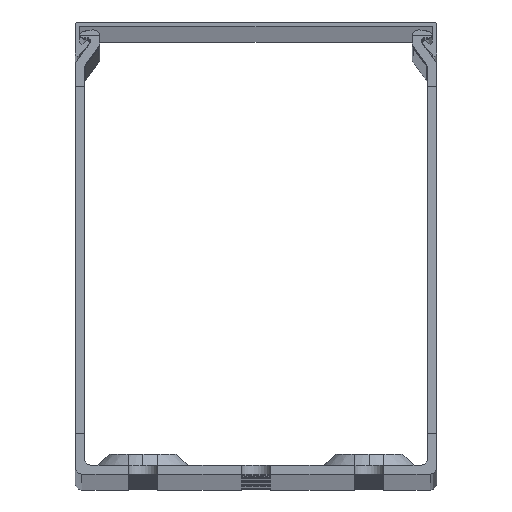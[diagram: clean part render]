
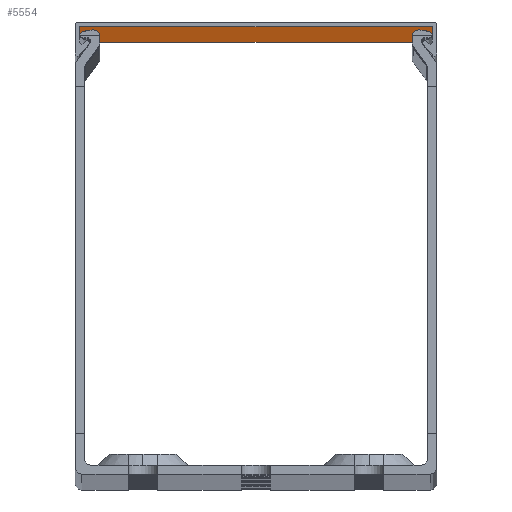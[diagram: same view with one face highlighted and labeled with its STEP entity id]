
A CAD part, top view. The second image highlights one B-rep face of the part: STEP entity #5554.
In plain terms, the highlighted planar face has unit normal (0, -1, 0).
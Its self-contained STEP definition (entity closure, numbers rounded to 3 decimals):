
#440 = AXIS2_PLACEMENT_3D ( 'NONE', #31851, #39174, #27019 ) ;
#511 = CARTESIAN_POINT ( 'NONE',  ( 39., 99., 1000. ) ) ;
#758 = CARTESIAN_POINT ( 'NONE',  ( -39., 99., 1000. ) ) ;
#1917 = VECTOR ( 'NONE', #26353, 1000. ) ;
#5554 = ADVANCED_FACE ( 'NONE', ( #6492 ), #44010, .F. ) ;
#6067 = EDGE_CURVE ( 'NONE', #37334, #39013, #53358, .T. ) ;
#6492 = FACE_OUTER_BOUND ( 'NONE', #43884, .T. ) ;
#7749 = CARTESIAN_POINT ( 'NONE',  ( -39., 99., -1000. ) ) ;
#9922 = VECTOR ( 'NONE', #19799, 1000. ) ;
#12547 = VECTOR ( 'NONE', #31796, 1000. ) ;
#14978 = CARTESIAN_POINT ( 'NONE',  ( -39., 99., 1080.44 ) ) ;
#18076 = CARTESIAN_POINT ( 'NONE',  ( 39., 99., 1080.44 ) ) ;
#19799 = DIRECTION ( 'NONE',  ( -1., 0., 0. ) ) ;
#19867 = EDGE_CURVE ( 'NONE', #35948, #37334, #27140, .T. ) ;
#22407 = ORIENTED_EDGE ( 'NONE', *, *, #32509, .T. ) ;
#26353 = DIRECTION ( 'NONE',  ( 0., 0., -1. ) ) ;
#26570 = ORIENTED_EDGE ( 'NONE', *, *, #6067, .T. ) ;
#26719 = DIRECTION ( 'NONE',  ( 0., 0., -1. ) ) ;
#27019 = DIRECTION ( 'NONE',  ( 0., 0., 1. ) ) ;
#27105 = EDGE_CURVE ( 'NONE', #34506, #39013, #51545, .T. ) ;
#27140 = LINE ( 'NONE', #14978, #1917 ) ;
#27546 = CARTESIAN_POINT ( 'NONE',  ( 39., 99., -1000. ) ) ;
#27646 = VECTOR ( 'NONE', #26719, 1000. ) ;
#29684 = ORIENTED_EDGE ( 'NONE', *, *, #27105, .F. ) ;
#31796 = DIRECTION ( 'NONE',  ( 1., 0., 0. ) ) ;
#31851 = CARTESIAN_POINT ( 'NONE',  ( -39., 99., 1080.44 ) ) ;
#32509 = EDGE_CURVE ( 'NONE', #34506, #35948, #52474, .T. ) ;
#34506 = VERTEX_POINT ( 'NONE', #511 ) ;
#35210 = ORIENTED_EDGE ( 'NONE', *, *, #19867, .T. ) ;
#35948 = VERTEX_POINT ( 'NONE', #758 ) ;
#36088 = CARTESIAN_POINT ( 'NONE',  ( -39., 99., -1000. ) ) ;
#37334 = VERTEX_POINT ( 'NONE', #36088 ) ;
#39013 = VERTEX_POINT ( 'NONE', #27546 ) ;
#39174 = DIRECTION ( 'NONE',  ( 0., 1., 0. ) ) ;
#43884 = EDGE_LOOP ( 'NONE', ( #29684, #22407, #35210, #26570 ) ) ;
#44010 = PLANE ( 'NONE',  #440 ) ;
#45179 = CARTESIAN_POINT ( 'NONE',  ( -39., 99., 1000. ) ) ;
#51545 = LINE ( 'NONE', #18076, #27646 ) ;
#52474 = LINE ( 'NONE', #45179, #9922 ) ;
#53358 = LINE ( 'NONE', #7749, #12547 ) ;
